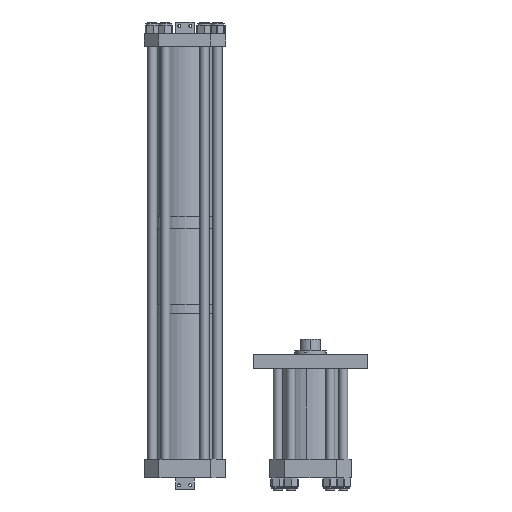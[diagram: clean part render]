
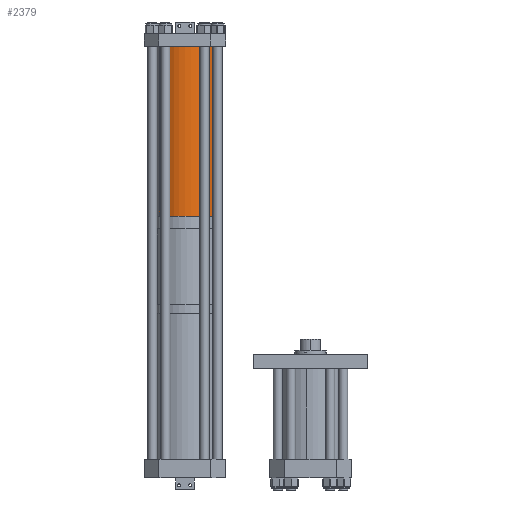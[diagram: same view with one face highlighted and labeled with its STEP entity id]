
A CAD part, front view. The second image highlights one B-rep face of the part: STEP entity #2379.
In plain terms, the highlighted cylindrical face has radius 114.3 mm (diameter 228.6 mm), a partial arc.
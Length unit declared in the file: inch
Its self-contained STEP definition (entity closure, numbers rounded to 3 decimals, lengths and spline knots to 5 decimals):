
#43 = ORIENTED_EDGE ( 'NONE', *, *, #1294, .T. ) ;
#392 = CARTESIAN_POINT ( 'NONE',  ( 4.5, 0., 0. ) ) ;
#1294 = EDGE_CURVE ( 'NONE', #4135, #4896, #10878, .T. ) ;
#1430 = ORIENTED_EDGE ( 'NONE', *, *, #14050, .F. ) ;
#1937 = CIRCLE ( 'NONE', #8796, 4.5 ) ;
#1990 = EDGE_LOOP ( 'NONE', ( #5799, #43, #3843, #1430 ) ) ;
#2379 = ADVANCED_FACE ( 'NONE', ( #2601 ), #12635, .T. ) ;
#2601 = FACE_OUTER_BOUND ( 'NONE', #1990, .T. ) ;
#3158 = EDGE_CURVE ( 'NONE', #4896, #11306, #1937, .T. ) ;
#3235 = CARTESIAN_POINT ( 'NONE',  ( 0., 0., 22.94 ) ) ;
#3481 = DIRECTION ( 'NONE',  ( 1., 0., 0. ) ) ;
#3843 = ORIENTED_EDGE ( 'NONE', *, *, #3158, .T. ) ;
#4135 = VERTEX_POINT ( 'NONE', #17607 ) ;
#4817 = DIRECTION ( 'NONE',  ( 0., 0., -1. ) ) ;
#4896 = VERTEX_POINT ( 'NONE', #392 ) ;
#5478 = EDGE_CURVE ( 'NONE', #4135, #11514, #14279, .T. ) ;
#5799 = ORIENTED_EDGE ( 'NONE', *, *, #5478, .F. ) ;
#5851 = VECTOR ( 'NONE', #4817, 39.37008 ) ;
#5924 = DIRECTION ( 'NONE',  ( 0., 0., 1. ) ) ;
#6528 = DIRECTION ( 'NONE',  ( -1., 0., 0. ) ) ;
#6936 = AXIS2_PLACEMENT_3D ( 'NONE', #3235, #10362, #6528 ) ;
#7453 = CARTESIAN_POINT ( 'NONE',  ( 0., 0., 22.94 ) ) ;
#7639 = DIRECTION ( 'NONE',  ( 0., 0., 1. ) ) ;
#7704 = LINE ( 'NONE', #13383, #8583 ) ;
#8583 = VECTOR ( 'NONE', #13453, 39.37008 ) ;
#8684 = CARTESIAN_POINT ( 'NONE',  ( -4.5, 0., 0. ) ) ;
#8796 = AXIS2_PLACEMENT_3D ( 'NONE', #13123, #7639, #3481 ) ;
#9299 = AXIS2_PLACEMENT_3D ( 'NONE', #7453, #5924, #14289 ) ;
#10362 = DIRECTION ( 'NONE',  ( 0., 0., -1. ) ) ;
#10878 = LINE ( 'NONE', #13184, #5851 ) ;
#11306 = VERTEX_POINT ( 'NONE', #8684 ) ;
#11514 = VERTEX_POINT ( 'NONE', #16286 ) ;
#12635 = CYLINDRICAL_SURFACE ( 'NONE', #6936, 4.5 ) ;
#13123 = CARTESIAN_POINT ( 'NONE',  ( 0., 0., 0. ) ) ;
#13184 = CARTESIAN_POINT ( 'NONE',  ( 4.5, 0., 22.94 ) ) ;
#13383 = CARTESIAN_POINT ( 'NONE',  ( -4.5, 0., 22.94 ) ) ;
#13453 = DIRECTION ( 'NONE',  ( 0., 0., -1. ) ) ;
#14050 = EDGE_CURVE ( 'NONE', #11514, #11306, #7704, .T. ) ;
#14279 = CIRCLE ( 'NONE', #9299, 4.5 ) ;
#14289 = DIRECTION ( 'NONE',  ( 1., 0., 0. ) ) ;
#16286 = CARTESIAN_POINT ( 'NONE',  ( -4.5, 0., 22.94 ) ) ;
#17607 = CARTESIAN_POINT ( 'NONE',  ( 4.5, 0., 22.94 ) ) ;
